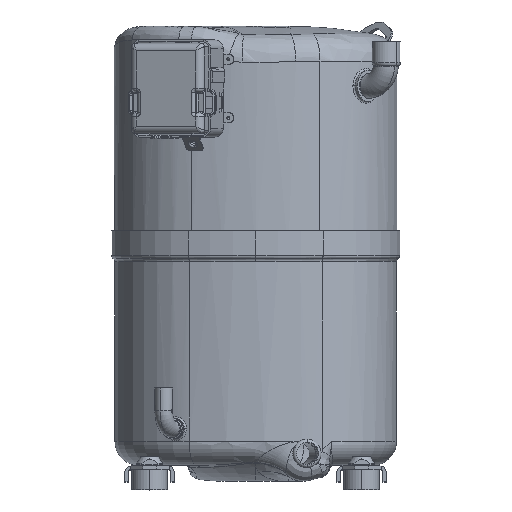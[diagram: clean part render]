
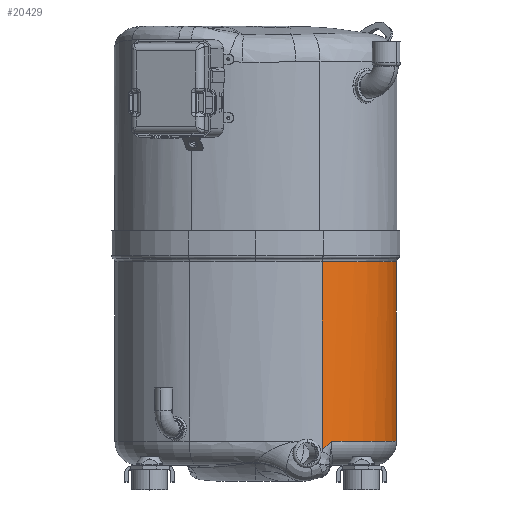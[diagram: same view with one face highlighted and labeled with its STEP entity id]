
A CAD part, top view. The second image highlights one B-rep face of the part: STEP entity #20429.
In plain terms, the highlighted cylindrical face has radius 94.945 mm (diameter 189.89 mm), a partial arc.
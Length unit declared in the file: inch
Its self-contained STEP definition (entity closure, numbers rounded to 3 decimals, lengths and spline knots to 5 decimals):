
#538 = ORIENTED_EDGE ( 'NONE', *, *, #36991, .T. ) ;
#2012 = VERTEX_POINT ( 'NONE', #17877 ) ;
#2301 = DIRECTION ( 'NONE',  ( 0., 0., -1. ) ) ;
#2446 = CARTESIAN_POINT ( 'NONE',  ( 2.44586, -7.6663, 3.54209 ) ) ;
#2463 = FACE_OUTER_BOUND ( 'NONE', #9663, .T. ) ;
#5448 = LINE ( 'NONE', #25593, #12565 ) ;
#5462 = CARTESIAN_POINT ( 'NONE',  ( 2.56428, -7.54421, 3.4995 ) ) ;
#6605 = CIRCLE ( 'NONE', #36696, 3.738 ) ;
#8438 = VERTEX_POINT ( 'NONE', #35120 ) ;
#8490 = CARTESIAN_POINT ( 'NONE',  ( 2.62851, -7.48909, 3.47457 ) ) ;
#9663 = EDGE_LOOP ( 'NONE', ( #21566, #538, #37184, #25632, #24046 ) ) ;
#10359 = LINE ( 'NONE', #28062, #33646 ) ;
#11532 = CARTESIAN_POINT ( 'NONE',  ( 2.6657, -7.45983, 3.45956 ) ) ;
#11605 = EDGE_CURVE ( 'NONE', #2012, #34138, #10359, .T. ) ;
#11684 = B_SPLINE_CURVE_WITH_KNOTS ( 'NONE', 3,
 ( #20435, #17502, #2446, #23626, #5462, #26689, #8490, #29756, #11532, #32780, #14572, #35837, #17635 ),
 .UNSPECIFIED., .F., .F.,
 ( 4, 2, 2, 2, 1, 2, 4 ),
 ( 0., 0.00665, 0.00997, 0.01164, 0.01247, 0.01288, 0.0133 ),
 .UNSPECIFIED. ) ;
#11776 = CARTESIAN_POINT ( 'NONE',  ( 1.25, -1.09661, 0. ) ) ;
#12157 = DIRECTION ( 'NONE',  ( 0., 1., 0. ) ) ;
#12565 = VECTOR ( 'NONE', #34615, 39.37008 ) ;
#12881 = DIRECTION ( 'NONE',  ( 0., 1., 0. ) ) ;
#13291 = CARTESIAN_POINT ( 'NONE',  ( 2.34941, -1.09661, -3.57267 ) ) ;
#14557 = CARTESIAN_POINT ( 'NONE',  ( 1.25, 0., 0. ) ) ;
#14572 = CARTESIAN_POINT ( 'NONE',  ( 2.68667, -7.44416, 3.45089 ) ) ;
#14662 = CARTESIAN_POINT ( 'NONE',  ( 2.34941, -7.80956, 3.57267 ) ) ;
#14825 = DIRECTION ( 'NONE',  ( 0., 0., -1. ) ) ;
#17502 = CARTESIAN_POINT ( 'NONE',  ( 2.3936, -7.73415, 3.55907 ) ) ;
#17594 = CYLINDRICAL_SURFACE ( 'NONE', #18857, 3.738 ) ;
#17635 = CARTESIAN_POINT ( 'NONE',  ( 2.6951, -7.438, 3.44736 ) ) ;
#17877 = CARTESIAN_POINT ( 'NONE',  ( 2.34941, -7.438, -3.57267 ) ) ;
#18857 = AXIS2_PLACEMENT_3D ( 'NONE', #14557, #20695, #2301 ) ;
#19600 = AXIS2_PLACEMENT_3D ( 'NONE', #11776, #33025, #14825 ) ;
#20429 = ADVANCED_FACE ( 'NONE', ( #2463 ), #17594, .T. ) ;
#20435 = CARTESIAN_POINT ( 'NONE',  ( 2.34941, -7.80956, 3.57267 ) ) ;
#20695 = DIRECTION ( 'NONE',  ( 0., -1., 0. ) ) ;
#21566 = ORIENTED_EDGE ( 'NONE', *, *, #11605, .T. ) ;
#23356 = EDGE_CURVE ( 'NONE', #38692, #2012, #6605, .T. ) ;
#23626 = CARTESIAN_POINT ( 'NONE',  ( 2.53343, -7.57364, 3.5109 ) ) ;
#24046 = ORIENTED_EDGE ( 'NONE', *, *, #23356, .T. ) ;
#25593 = CARTESIAN_POINT ( 'NONE',  ( 2.34941, 0., 3.57267 ) ) ;
#25632 = ORIENTED_EDGE ( 'NONE', *, *, #34275, .T. ) ;
#26689 = CARTESIAN_POINT ( 'NONE',  ( 2.61225, -7.50256, 3.48098 ) ) ;
#28062 = CARTESIAN_POINT ( 'NONE',  ( 2.34941, 0., -3.57267 ) ) ;
#28303 = CIRCLE ( 'NONE', #19600, 3.738 ) ;
#29756 = CARTESIAN_POINT ( 'NONE',  ( 2.65325, -7.46948, 3.46462 ) ) ;
#29794 = VERTEX_POINT ( 'NONE', #14662 ) ;
#30390 = CARTESIAN_POINT ( 'NONE',  ( 1.25, -7.438, 0. ) ) ;
#31767 = CARTESIAN_POINT ( 'NONE',  ( 2.6951, -7.438, 3.44736 ) ) ;
#32780 = CARTESIAN_POINT ( 'NONE',  ( 2.67827, -7.4504, 3.45438 ) ) ;
#33025 = DIRECTION ( 'NONE',  ( 0., -1., 0. ) ) ;
#33411 = DIRECTION ( 'NONE',  ( 0., 0., -1. ) ) ;
#33646 = VECTOR ( 'NONE', #12881, 39.37008 ) ;
#34138 = VERTEX_POINT ( 'NONE', #13291 ) ;
#34275 = EDGE_CURVE ( 'NONE', #29794, #38692, #11684, .T. ) ;
#34615 = DIRECTION ( 'NONE',  ( 0., -1., 0. ) ) ;
#35120 = CARTESIAN_POINT ( 'NONE',  ( 2.34941, -1.09661, 3.57267 ) ) ;
#35837 = CARTESIAN_POINT ( 'NONE',  ( 2.69093, -7.44104, 3.44912 ) ) ;
#36696 = AXIS2_PLACEMENT_3D ( 'NONE', #30390, #12157, #33411 ) ;
#36991 = EDGE_CURVE ( 'NONE', #34138, #8438, #28303, .T. ) ;
#37184 = ORIENTED_EDGE ( 'NONE', *, *, #37385, .T. ) ;
#37385 = EDGE_CURVE ( 'NONE', #8438, #29794, #5448, .T. ) ;
#38692 = VERTEX_POINT ( 'NONE', #31767 ) ;
